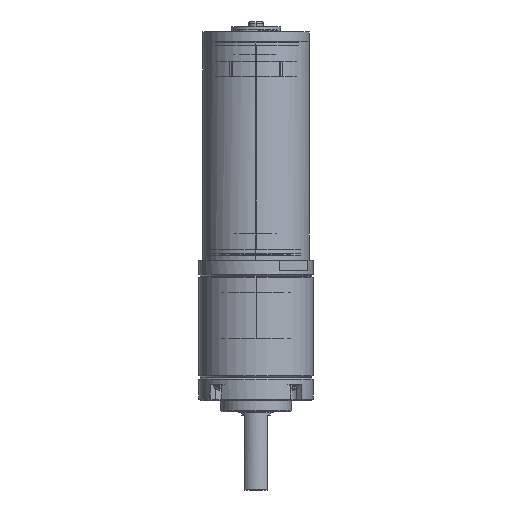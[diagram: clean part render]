
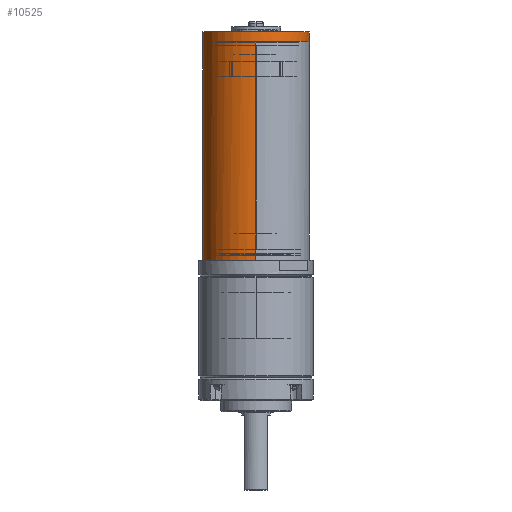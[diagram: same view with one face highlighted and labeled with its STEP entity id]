
A CAD part, left-side view. The second image highlights one B-rep face of the part: STEP entity #10525.
In plain terms, the highlighted cylindrical face has radius 15 mm (diameter 30 mm), a partial arc.
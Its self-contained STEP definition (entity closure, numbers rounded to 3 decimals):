
#1008=CARTESIAN_POINT('',(0.,0.,60.));
#1009=DIRECTION('',(0.,0.,1.));
#1010=DIRECTION('',(1.,0.,0.));
#1011=AXIS2_PLACEMENT_3D('',#1008,#1009,#1010);
#1769=CARTESIAN_POINT('',(0.,0.,-1.4));
#1770=DIRECTION('',(0.,0.,1.));
#1771=DIRECTION('',(1.,0.,0.));
#1772=AXIS2_PLACEMENT_3D('',#1769,#1770,#1771);
#1774=DIRECTION('',(0.,0.,1.));
#1775=VECTOR('',#1774,61.4);
#1776=CARTESIAN_POINT('',(15.,0.,-1.4));
#1777=LINE('',#1776,#1775);
#1778=DIRECTION('',(0.,0.,1.));
#1779=VECTOR('',#1778,2.6);
#1780=CARTESIAN_POINT('',(13.566,6.4,60.));
#1781=LINE('',#1780,#1779);
#1782=CARTESIAN_POINT('',(0.,0.,62.6));
#1783=DIRECTION('',(0.,0.,1.));
#1784=DIRECTION('',(0.904,0.427,0.));
#1785=AXIS2_PLACEMENT_3D('',#1782,#1783,#1784);
#1787=DIRECTION('',(0.,0.,1.));
#1788=VECTOR('',#1787,2.6);
#1789=CARTESIAN_POINT('',(13.37,-6.8,60.));
#1790=LINE('',#1789,#1788);
#1791=DIRECTION('',(0.,0.,-1.));
#1792=VECTOR('',#1791,61.4);
#1793=CARTESIAN_POINT('',(-15.,0.,60.));
#1794=LINE('',#1793,#1792);
#1795=CARTESIAN_POINT('',(0.,0.,-1.4));
#1796=DIRECTION('',(0.,0.,1.));
#1797=DIRECTION('',(0.707,0.707,0.));
#1798=AXIS2_PLACEMENT_3D('',#1795,#1796,#1797);
#1840=CARTESIAN_POINT('',(0.,0.,60.));
#1841=DIRECTION('',(0.,0.,1.));
#1842=DIRECTION('',(-1.,0.,0.));
#1843=AXIS2_PLACEMENT_3D('',#1840,#1841,#1842);
#7605=CARTESIAN_POINT('',(13.37,-6.8,62.6));
#7607=VERTEX_POINT('',#7605);
#7609=CARTESIAN_POINT('',(13.566,6.4,62.6));
#7611=VERTEX_POINT('',#7609);
#7683=CARTESIAN_POINT('',(-15.,0.,60.));
#7684=CARTESIAN_POINT('',(13.37,-6.8,60.));
#7685=VERTEX_POINT('',#7683);
#7686=VERTEX_POINT('',#7684);
#7689=CARTESIAN_POINT('',(13.566,6.4,60.));
#7691=VERTEX_POINT('',#7689);
#7743=CARTESIAN_POINT('',(15.,0.,60.));
#7744=VERTEX_POINT('',#7743);
#7972=CARTESIAN_POINT('',(15.,0.,-1.4));
#7973=CARTESIAN_POINT('',(10.607,10.607,-1.4));
#7974=VERTEX_POINT('',#7972);
#7975=VERTEX_POINT('',#7973);
#7976=CARTESIAN_POINT('',(-15.,0.,-1.4));
#7977=VERTEX_POINT('',#7976);
#10504=CARTESIAN_POINT('',(0.,0.,0.));
#10505=DIRECTION('',(0.,0.,1.));
#10506=DIRECTION('',(1.,0.,0.));
#10507=AXIS2_PLACEMENT_3D('',#10504,#10505,#10506);
#10508=CYLINDRICAL_SURFACE('',#10507,15.);
#10510=ORIENTED_EDGE('',*,*,#10509,.F.);
#10512=ORIENTED_EDGE('',*,*,#10511,.T.);
#10513=ORIENTED_EDGE('',*,*,#9620,.T.);
#10515=ORIENTED_EDGE('',*,*,#10514,.T.);
#10516=ORIENTED_EDGE('',*,*,#9530,.T.);
#10517=ORIENTED_EDGE('',*,*,#9580,.F.);
#10519=ORIENTED_EDGE('',*,*,#10518,.F.);
#10521=ORIENTED_EDGE('',*,*,#10520,.T.);
#10522=ORIENTED_EDGE('',*,*,#10491,.F.);
#10523=EDGE_LOOP('',(#10510,#10512,#10513,#10515,#10516,#10517,#10519,#10521,
#10522));
#10524=FACE_OUTER_BOUND('',#10523,.F.);
#10525=ADVANCED_FACE('',(#10524),#10508,.T.);
#1012=CIRCLE('',#1011,15.);
#1773=CIRCLE('',#1772,15.);
#1786=CIRCLE('',#1785,15.);
#1799=CIRCLE('',#1798,15.);
#1844=CIRCLE('',#1843,15.);
#9530=EDGE_CURVE('',#7611,#7607,#1786,.T.);
#9580=EDGE_CURVE('',#7686,#7607,#1790,.T.);
#9620=EDGE_CURVE('',#7744,#7691,#1012,.T.);
#10491=EDGE_CURVE('',#7975,#7977,#1799,.T.);
#10509=EDGE_CURVE('',#7974,#7975,#1773,.T.);
#10511=EDGE_CURVE('',#7974,#7744,#1777,.T.);
#10514=EDGE_CURVE('',#7691,#7611,#1781,.T.);
#10518=EDGE_CURVE('',#7685,#7686,#1844,.T.);
#10520=EDGE_CURVE('',#7685,#7977,#1794,.T.);
